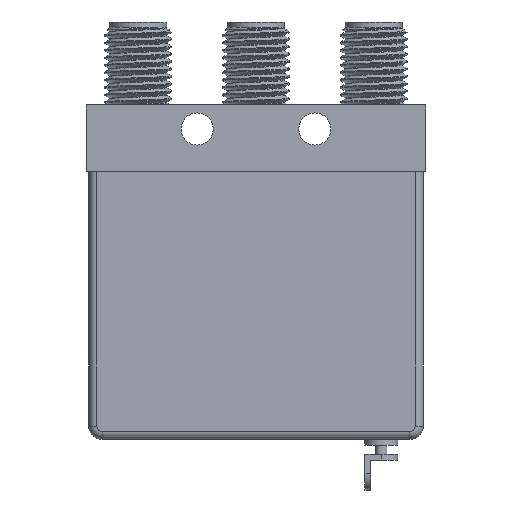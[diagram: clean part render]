
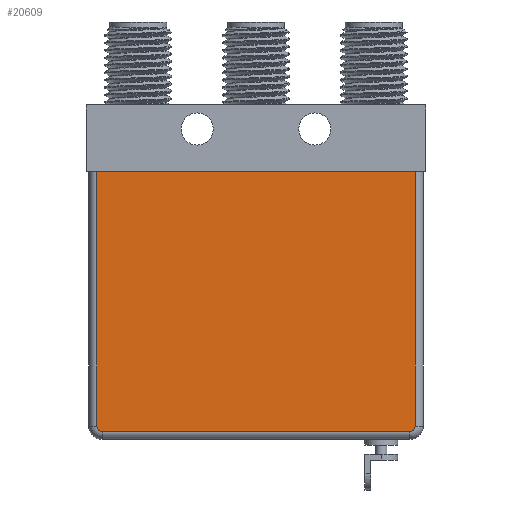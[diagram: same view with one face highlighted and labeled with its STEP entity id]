
A CAD part, front view. The second image highlights one B-rep face of the part: STEP entity #20609.
In plain terms, the highlighted planar face has unit normal (0, -1, 0).
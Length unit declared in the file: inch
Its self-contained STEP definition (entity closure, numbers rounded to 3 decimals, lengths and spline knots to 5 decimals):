
#1585 = LINE ( 'NONE', #34607, #10644 ) ;
#1622 = ORIENTED_EDGE ( 'NONE', *, *, #31039, .T. ) ;
#1800 = DIRECTION ( 'NONE',  ( 0., 0., -1. ) ) ;
#2397 = EDGE_LOOP ( 'NONE', ( #15226, #1622, #21653, #37196, #29419, #44745 ) ) ;
#2573 = EDGE_CURVE ( 'NONE', #3529, #5257, #4926, .T. ) ;
#3529 = VERTEX_POINT ( 'NONE', #16488 ) ;
#4926 = LINE ( 'NONE', #43310, #33734 ) ;
#5257 = VERTEX_POINT ( 'NONE', #46155 ) ;
#6060 = AXIS2_PLACEMENT_3D ( 'NONE', #19680, #30430, #16185 ) ;
#6937 = VERTEX_POINT ( 'NONE', #45245 ) ;
#7527 = AXIS2_PLACEMENT_3D ( 'NONE', #24030, #27649, #9645 ) ;
#9645 = DIRECTION ( 'NONE',  ( 0., 0., -1. ) ) ;
#10644 = VECTOR ( 'NONE', #13456, 39.37008 ) ;
#12545 = DIRECTION ( 'NONE',  ( 0., -1., 0. ) ) ;
#12703 = CARTESIAN_POINT ( 'NONE',  ( 0.575, -0.26, -0.575 ) ) ;
#13456 = DIRECTION ( 'NONE',  ( -1., 0., 0. ) ) ;
#15226 = ORIENTED_EDGE ( 'NONE', *, *, #46723, .T. ) ;
#15909 = LINE ( 'NONE', #20997, #44767 ) ;
#16185 = DIRECTION ( 'NONE',  ( 0., 0., -1. ) ) ;
#16488 = CARTESIAN_POINT ( 'NONE',  ( -0.575, -0.26, -0.595 ) ) ;
#19680 = CARTESIAN_POINT ( 'NONE',  ( 0., -0.26, 0. ) ) ;
#20603 = AXIS2_PLACEMENT_3D ( 'NONE', #12703, #12545, #1800 ) ;
#20609 = ADVANCED_FACE ( 'NONE', ( #22590 ), #23492, .T. ) ;
#20620 = EDGE_CURVE ( 'NONE', #5257, #6937, #36650, .T. ) ;
#20997 = CARTESIAN_POINT ( 'NONE',  ( 0.595, -0.26, 0.375 ) ) ;
#21653 = ORIENTED_EDGE ( 'NONE', *, *, #36442, .T. ) ;
#21692 = DIRECTION ( 'NONE',  ( 1., 0., 0. ) ) ;
#21773 = LINE ( 'NONE', #39940, #38132 ) ;
#22590 = FACE_OUTER_BOUND ( 'NONE', #2397, .T. ) ;
#23492 = PLANE ( 'NONE',  #6060 ) ;
#23526 = CARTESIAN_POINT ( 'NONE',  ( -0.595, -0.26, -0.575 ) ) ;
#24030 = CARTESIAN_POINT ( 'NONE',  ( -0.575, -0.26, -0.575 ) ) ;
#24107 = CARTESIAN_POINT ( 'NONE',  ( 0.595, -0.26, 0.375 ) ) ;
#27649 = DIRECTION ( 'NONE',  ( 0., -1., 0. ) ) ;
#29419 = ORIENTED_EDGE ( 'NONE', *, *, #20620, .T. ) ;
#30430 = DIRECTION ( 'NONE',  ( 0., -1., 0. ) ) ;
#31039 = EDGE_CURVE ( 'NONE', #39779, #39168, #21773, .T. ) ;
#31195 = CARTESIAN_POINT ( 'NONE',  ( -0.595, -0.26, 0.375 ) ) ;
#32887 = EDGE_CURVE ( 'NONE', #6937, #41041, #15909, .T. ) ;
#33734 = VECTOR ( 'NONE', #21692, 39.37008 ) ;
#34607 = CARTESIAN_POINT ( 'NONE',  ( 0., -0.26, 0.375 ) ) ;
#36442 = EDGE_CURVE ( 'NONE', #39168, #3529, #42901, .T. ) ;
#36650 = CIRCLE ( 'NONE', #20603, 0.02 ) ;
#37196 = ORIENTED_EDGE ( 'NONE', *, *, #2573, .T. ) ;
#38132 = VECTOR ( 'NONE', #43587, 39.37008 ) ;
#39168 = VERTEX_POINT ( 'NONE', #23526 ) ;
#39779 = VERTEX_POINT ( 'NONE', #31195 ) ;
#39940 = CARTESIAN_POINT ( 'NONE',  ( -0.595, -0.26, -0.575 ) ) ;
#41041 = VERTEX_POINT ( 'NONE', #24107 ) ;
#42901 = CIRCLE ( 'NONE', #7527, 0.02 ) ;
#43310 = CARTESIAN_POINT ( 'NONE',  ( 0.575, -0.26, -0.595 ) ) ;
#43587 = DIRECTION ( 'NONE',  ( 0., 0., -1. ) ) ;
#44745 = ORIENTED_EDGE ( 'NONE', *, *, #32887, .T. ) ;
#44767 = VECTOR ( 'NONE', #46850, 39.37008 ) ;
#45245 = CARTESIAN_POINT ( 'NONE',  ( 0.595, -0.26, -0.575 ) ) ;
#46155 = CARTESIAN_POINT ( 'NONE',  ( 0.575, -0.26, -0.595 ) ) ;
#46723 = EDGE_CURVE ( 'NONE', #41041, #39779, #1585, .T. ) ;
#46850 = DIRECTION ( 'NONE',  ( 0., 0., 1. ) ) ;
